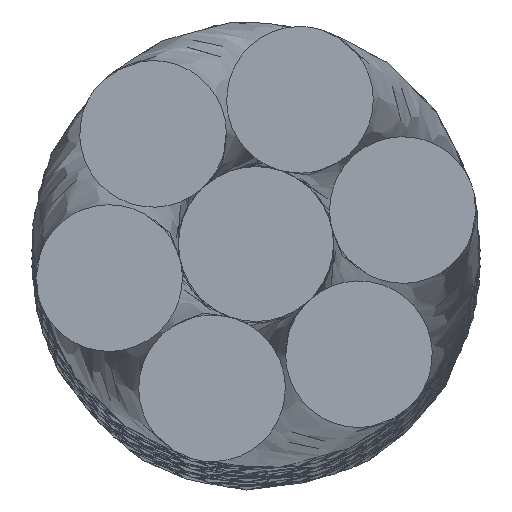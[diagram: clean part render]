
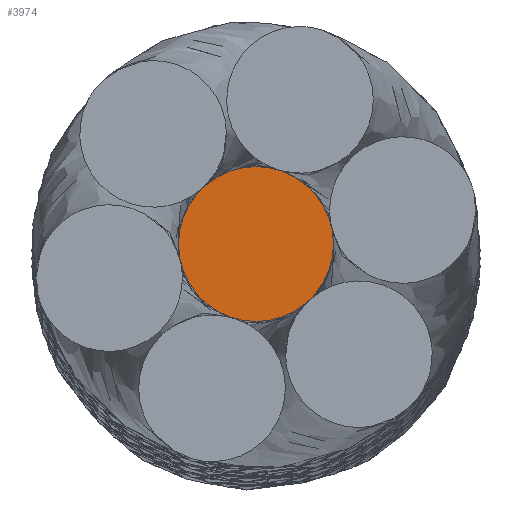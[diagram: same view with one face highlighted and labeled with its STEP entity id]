
A CAD part, top view. The second image highlights one B-rep face of the part: STEP entity #3974.
In plain terms, the highlighted planar face has unit normal (0, 0, 1).
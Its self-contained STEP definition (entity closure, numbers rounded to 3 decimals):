
#3890 = VERTEX_POINT('',#3891);
#3891 = CARTESIAN_POINT('',(1.97,0.,330.));
#3898 = CYLINDRICAL_SURFACE('',#3899,1.97);
#3899 = AXIS2_PLACEMENT_3D('',#3900,#3901,#3902);
#3900 = CARTESIAN_POINT('',(0.,0.,0.));
#3901 = DIRECTION('',(0.,0.,1.));
#3902 = DIRECTION('',(1.,0.,0.));
#3916 = EDGE_CURVE('',#3890,#3890,#3917,.T.);
#3917 = SURFACE_CURVE('',#3918,(#3923,#3930),.PCURVE_S1.);
#3918 = CIRCLE('',#3919,1.97);
#3919 = AXIS2_PLACEMENT_3D('',#3920,#3921,#3922);
#3920 = CARTESIAN_POINT('',(0.,0.,330.));
#3921 = DIRECTION('',(0.,0.,1.));
#3922 = DIRECTION('',(1.,0.,0.));
#3923 = PCURVE('',#3898,#3924);
#3924 = DEFINITIONAL_REPRESENTATION('',(#3925),#3929);
#3925 = LINE('',#3926,#3927);
#3926 = CARTESIAN_POINT('',(0.,330.));
#3927 = VECTOR('',#3928,1.);
#3928 = DIRECTION('',(1.,0.));
#3929 = ( GEOMETRIC_REPRESENTATION_CONTEXT(2) 
PARAMETRIC_REPRESENTATION_CONTEXT() REPRESENTATION_CONTEXT('2D SPACE',''
  ) );
#3930 = PCURVE('',#3931,#3936);
#3931 = PLANE('',#3932);
#3932 = AXIS2_PLACEMENT_3D('',#3933,#3934,#3935);
#3933 = CARTESIAN_POINT('',(0.,0.,330.)
  );
#3934 = DIRECTION('',(0.,0.,1.));
#3935 = DIRECTION('',(0.,1.,0.));
#3936 = DEFINITIONAL_REPRESENTATION('',(#3937),#3941);
#3937 = CIRCLE('',#3938,1.97);
#3938 = AXIS2_PLACEMENT_2D('',#3939,#3940);
#3939 = CARTESIAN_POINT('',(0.,0.));
#3940 = DIRECTION('',(0.,-1.));
#3941 = ( GEOMETRIC_REPRESENTATION_CONTEXT(2) 
PARAMETRIC_REPRESENTATION_CONTEXT() REPRESENTATION_CONTEXT('2D SPACE',''
  ) );
#3974 = ADVANCED_FACE('',(#3975),#3931,.T.);
#3975 = FACE_BOUND('',#3976,.T.);
#3976 = EDGE_LOOP('',(#3977));
#3977 = ORIENTED_EDGE('',*,*,#3916,.T.);
